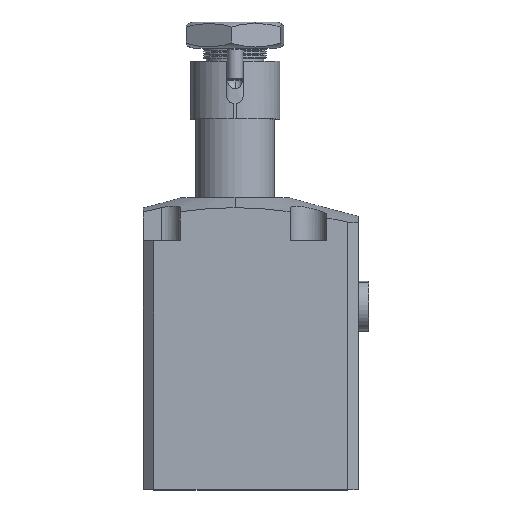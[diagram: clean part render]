
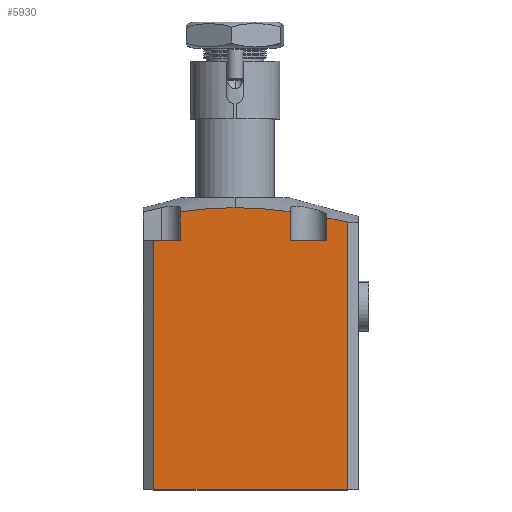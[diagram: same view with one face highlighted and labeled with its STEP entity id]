
A CAD part, top view. The second image highlights one B-rep face of the part: STEP entity #5930.
In plain terms, the highlighted planar face has unit normal (0, 0, 1).
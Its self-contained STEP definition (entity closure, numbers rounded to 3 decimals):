
#133 = VECTOR ( 'NONE', #5445, 1000. ) ;
#156 = ORIENTED_EDGE ( 'NONE', *, *, #4979, .T. ) ;
#300 = VERTEX_POINT ( 'NONE', #2765 ) ;
#328 = EDGE_CURVE ( 'NONE', #4677, #3936, #4493, .T. ) ;
#443 = EDGE_LOOP ( 'NONE', ( #1406, #156, #6183, #2880, #5379, #1376, #6046, #6419, #1491, #5972, #2419 ) ) ;
#587 = CARTESIAN_POINT ( 'NONE',  ( 43., -152.335, 35. ) ) ;
#622 = DIRECTION ( 'NONE',  ( 1., 0., 0. ) ) ;
#682 = CARTESIAN_POINT ( 'NONE',  ( -17.509, -45.798, 35. ) ) ;
#709 = CARTESIAN_POINT ( 'NONE',  ( 17.5, -45.819, 35. ) ) ;
#742 = VECTOR ( 'NONE', #2241, 1000. ) ;
#766 = CARTESIAN_POINT ( 'NONE',  ( 37.673, -49.112, 35. ) ) ;
#784 = CARTESIAN_POINT ( 'NONE',  ( 40.339, -49.646, 35. ) ) ;
#892 = DIRECTION ( 'NONE',  ( 1., 0., 0. ) ) ;
#937 = CARTESIAN_POINT ( 'NONE',  ( -35., -152.335, 35. ) ) ;
#1008 = VERTEX_POINT ( 'NONE', #587 ) ;
#1055 = LINE ( 'NONE', #2844, #2144 ) ;
#1151 = EDGE_CURVE ( 'NONE', #3984, #2531, #4231, .T. ) ;
#1291 = CARTESIAN_POINT ( 'NONE',  ( 0., -44.721, 35. ) ) ;
#1376 = ORIENTED_EDGE ( 'NONE', *, *, #1151, .F. ) ;
#1406 = ORIENTED_EDGE ( 'NONE', *, *, #4924, .T. ) ;
#1411 = CARTESIAN_POINT ( 'NONE',  ( -31., -152.335, 35. ) ) ;
#1491 = ORIENTED_EDGE ( 'NONE', *, *, #3756, .F. ) ;
#1493 = PLANE ( 'NONE',  #2776 ) ;
#1534 = LINE ( 'NONE', #6658, #4804 ) ;
#1556 = LINE ( 'NONE', #6562, #2564 ) ;
#1586 = CARTESIAN_POINT ( 'NONE',  ( 35., -48.605, 35. ) ) ;
#1689 = CARTESIAN_POINT ( 'NONE',  ( 0., -44.721, 35. ) ) ;
#1720 = CARTESIAN_POINT ( 'NONE',  ( 43., -152.335, 35. ) ) ;
#1841 = CARTESIAN_POINT ( 'NONE',  ( 43., -50.199, 35. ) ) ;
#2074 = B_SPLINE_CURVE_WITH_KNOTS ( 'NONE', 3,
 ( #1841, #784, #766, #6621 ),
 .UNSPECIFIED., .F., .F.,
 ( 4, 4 ),
 ( 0.136, 0.144 ),
 .UNSPECIFIED. ) ;
#2144 = VECTOR ( 'NONE', #622, 1000. ) ;
#2171 = EDGE_CURVE ( 'NONE', #2383, #4139, #2074, .T. ) ;
#2241 = DIRECTION ( 'NONE',  ( 0., -1., 0. ) ) ;
#2290 = CARTESIAN_POINT ( 'NONE',  ( -7.014, -44.865, 35. ) ) ;
#2295 = CARTESIAN_POINT ( 'NONE',  ( 12.241, -45.268, 35. ) ) ;
#2383 = VERTEX_POINT ( 'NONE', #2991 ) ;
#2387 = LINE ( 'NONE', #1720, #133 ) ;
#2419 = ORIENTED_EDGE ( 'NONE', *, *, #328, .T. ) ;
#2453 = DIRECTION ( 'NONE',  ( 0., -1., 0. ) ) ;
#2531 = VERTEX_POINT ( 'NONE', #3750 ) ;
#2564 = VECTOR ( 'NONE', #3990, 1000. ) ;
#2765 = CARTESIAN_POINT ( 'NONE',  ( -21., -46.279, 35. ) ) ;
#2771 = CARTESIAN_POINT ( 'NONE',  ( -35., -57.335, 35. ) ) ;
#2776 = AXIS2_PLACEMENT_3D ( 'NONE', #937, #4674, #892 ) ;
#2833 = CARTESIAN_POINT ( 'NONE',  ( 3.492, -44.721, 35. ) ) ;
#2844 = CARTESIAN_POINT ( 'NONE',  ( -35., -152.335, 35. ) ) ;
#2880 = ORIENTED_EDGE ( 'NONE', *, *, #3507, .F. ) ;
#2922 = CARTESIAN_POINT ( 'NONE',  ( -3.51, -44.721, 35. ) ) ;
#2991 = CARTESIAN_POINT ( 'NONE',  ( 43., -50.199, 35. ) ) ;
#3080 = VECTOR ( 'NONE', #4222, 1000. ) ;
#3313 = CARTESIAN_POINT ( 'NONE',  ( -31., -152.335, 35. ) ) ;
#3401 = CARTESIAN_POINT ( 'NONE',  ( 13.994, -45.433, 35. ) ) ;
#3486 = DIRECTION ( 'NONE',  ( -1., 0., 0. ) ) ;
#3507 = EDGE_CURVE ( 'NONE', #5790, #4139, #4569, .T. ) ;
#3632 = VERTEX_POINT ( 'NONE', #1689 ) ;
#3647 = VERTEX_POINT ( 'NONE', #4892 ) ;
#3750 = CARTESIAN_POINT ( 'NONE',  ( 21., -57.335, 35. ) ) ;
#3756 = EDGE_CURVE ( 'NONE', #3647, #300, #1556, .T. ) ;
#3936 = VERTEX_POINT ( 'NONE', #1411 ) ;
#3960 = CARTESIAN_POINT ( 'NONE',  ( 19.254, -46.039, 35. ) ) ;
#3984 = VERTEX_POINT ( 'NONE', #6766 ) ;
#3990 = DIRECTION ( 'NONE',  ( 0., 1., 0. ) ) ;
#4049 = CARTESIAN_POINT ( 'NONE',  ( 35., -57.335, 35. ) ) ;
#4139 = VERTEX_POINT ( 'NONE', #1586 ) ;
#4202 = CARTESIAN_POINT ( 'NONE',  ( -31., -57.335, 35. ) ) ;
#4222 = DIRECTION ( 'NONE',  ( 0., 1., 0. ) ) ;
#4231 = LINE ( 'NONE', #5063, #6222 ) ;
#4395 = DIRECTION ( 'NONE',  ( -1., 0., 0. ) ) ;
#4493 = LINE ( 'NONE', #3313, #742 ) ;
#4569 = LINE ( 'NONE', #5369, #3080 ) ;
#4674 = DIRECTION ( 'NONE',  ( 0., 0., 1. ) ) ;
#4677 = VERTEX_POINT ( 'NONE', #4202 ) ;
#4804 = VECTOR ( 'NONE', #3486, 1000. ) ;
#4892 = CARTESIAN_POINT ( 'NONE',  ( -21., -57.335, 35. ) ) ;
#4924 = EDGE_CURVE ( 'NONE', #3936, #1008, #1055, .T. ) ;
#4979 = EDGE_CURVE ( 'NONE', #1008, #2383, #2387, .T. ) ;
#5013 = CARTESIAN_POINT ( 'NONE',  ( -21., -46.279, 35. ) ) ;
#5063 = CARTESIAN_POINT ( 'NONE',  ( 21., -152.335, 35. ) ) ;
#5369 = CARTESIAN_POINT ( 'NONE',  ( 35., -152.335, 35. ) ) ;
#5377 = FACE_OUTER_BOUND ( 'NONE', #443, .T. ) ;
#5379 = ORIENTED_EDGE ( 'NONE', *, *, #6144, .T. ) ;
#5445 = DIRECTION ( 'NONE',  ( 0., 1., 0. ) ) ;
#5507 = CARTESIAN_POINT ( 'NONE',  ( 6.989, -44.864, 35. ) ) ;
#5553 = CARTESIAN_POINT ( 'NONE',  ( 0., -44.721, 35. ) ) ;
#5790 = VERTEX_POINT ( 'NONE', #4049 ) ;
#5864 = EDGE_CURVE ( 'NONE', #3647, #4677, #1534, .T. ) ;
#5916 = B_SPLINE_CURVE_WITH_KNOTS ( 'NONE', 3,
 ( #5553, #2922, #2290, #6570, #682, #5013 ),
 .UNSPECIFIED., .F., .F.,
 ( 4, 2, 4 ),
 ( 0.179, 0.19, 0.201 ),
 .UNSPECIFIED. ) ;
#5930 = ADVANCED_FACE ( 'NONE', ( #5377 ), #1493, .T. ) ;
#5972 = ORIENTED_EDGE ( 'NONE', *, *, #5864, .T. ) ;
#6046 = ORIENTED_EDGE ( 'NONE', *, *, #6732, .T. ) ;
#6144 = EDGE_CURVE ( 'NONE', #5790, #2531, #6451, .T. ) ;
#6183 = ORIENTED_EDGE ( 'NONE', *, *, #2171, .T. ) ;
#6222 = VECTOR ( 'NONE', #2453, 1000. ) ;
#6419 = ORIENTED_EDGE ( 'NONE', *, *, #6602, .T. ) ;
#6451 = LINE ( 'NONE', #2771, #6608 ) ;
#6562 = CARTESIAN_POINT ( 'NONE',  ( -21., -152.335, 35. ) ) ;
#6570 = CARTESIAN_POINT ( 'NONE',  ( -14.014, -45.405, 35. ) ) ;
#6575 = CARTESIAN_POINT ( 'NONE',  ( 21., -46.279, 35. ) ) ;
#6602 = EDGE_CURVE ( 'NONE', #3632, #300, #5916, .T. ) ;
#6608 = VECTOR ( 'NONE', #4395, 1000. ) ;
#6621 = CARTESIAN_POINT ( 'NONE',  ( 35., -48.605, 35. ) ) ;
#6658 = CARTESIAN_POINT ( 'NONE',  ( -35., -57.335, 35. ) ) ;
#6732 = EDGE_CURVE ( 'NONE', #3984, #3632, #6875, .T. ) ;
#6766 = CARTESIAN_POINT ( 'NONE',  ( 21., -46.279, 35. ) ) ;
#6875 = B_SPLINE_CURVE_WITH_KNOTS ( 'NONE', 3,
 ( #6575, #3960, #709, #3401, #2295, #5507, #2833, #1291 ),
 .UNSPECIFIED., .F., .F.,
 ( 4, 2, 2, 4 ),
 ( 0.158, 0.164, 0.169, 0.179 ),
 .UNSPECIFIED. ) ;
